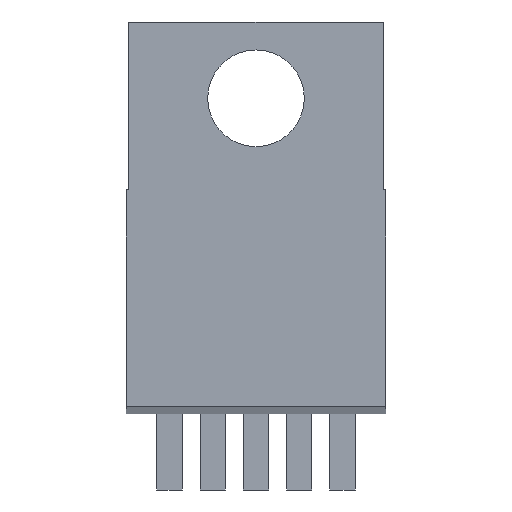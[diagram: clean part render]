
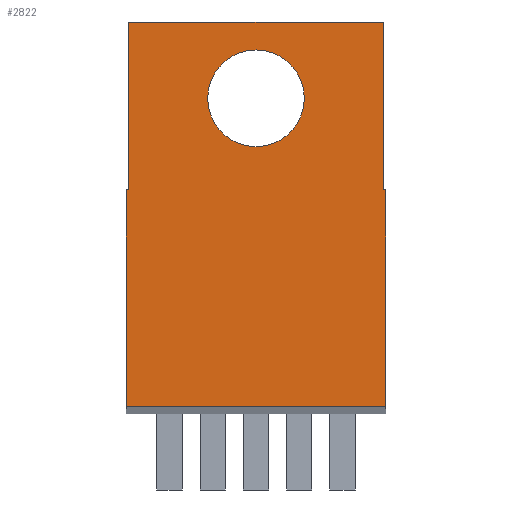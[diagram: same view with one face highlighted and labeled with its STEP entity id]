
A CAD part, left-side view. The second image highlights one B-rep face of the part: STEP entity #2822.
In plain terms, the highlighted planar face has unit normal (-1, 0, 0).
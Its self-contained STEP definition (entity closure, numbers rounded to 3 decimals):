
#24=FACE_BOUND('',#1079,.T.);
#453=LINE('',#5087,#738);
#462=LINE('',#5105,#747);
#465=LINE('',#5111,#750);
#467=LINE('',#5115,#752);
#468=LINE('',#5117,#753);
#472=LINE('',#5128,#757);
#476=LINE('',#5137,#761);
#477=LINE('',#5139,#762);
#738=VECTOR('',#3375,10.);
#747=VECTOR('',#3390,10.);
#750=VECTOR('',#3395,10.);
#752=VECTOR('',#3401,10.);
#753=VECTOR('',#3404,10.);
#757=VECTOR('',#3414,10.);
#761=VECTOR('',#3424,10.);
#762=VECTOR('',#3427,10.);
#916=FACE_OUTER_BOUND('',#1078,.T.);
#1078=EDGE_LOOP('',(#2538,#2539,#2540,#2541,#2542,#2543,#2544,#2545));
#1079=EDGE_LOOP('',(#2546));
#1083=CIRCLE('',#2939,1.9);
#1328=VERTEX_POINT('',#5083);
#1329=VERTEX_POINT('',#5085);
#1334=VERTEX_POINT('',#5102);
#1335=VERTEX_POINT('',#5104);
#1336=VERTEX_POINT('',#5108);
#1337=VERTEX_POINT('',#5110);
#1341=VERTEX_POINT('',#5127);
#1342=VERTEX_POINT('',#5131);
#1343=VERTEX_POINT('',#5135);
#1718=EDGE_CURVE('',#1328,#1329,#453,.T.);
#1727=EDGE_CURVE('',#1335,#1334,#462,.T.);
#1730=EDGE_CURVE('',#1337,#1336,#465,.T.);
#1732=EDGE_CURVE('',#1329,#1335,#467,.T.);
#1733=EDGE_CURVE('',#1336,#1328,#468,.T.);
#1738=EDGE_CURVE('',#1341,#1337,#472,.T.);
#1740=EDGE_CURVE('',#1342,#1342,#1083,.T.);
#1743=EDGE_CURVE('',#1334,#1343,#476,.T.);
#1744=EDGE_CURVE('',#1343,#1341,#477,.T.);
#2538=ORIENTED_EDGE('',*,*,#1718,.T.);
#2539=ORIENTED_EDGE('',*,*,#1732,.T.);
#2540=ORIENTED_EDGE('',*,*,#1727,.T.);
#2541=ORIENTED_EDGE('',*,*,#1743,.T.);
#2542=ORIENTED_EDGE('',*,*,#1744,.T.);
#2543=ORIENTED_EDGE('',*,*,#1738,.T.);
#2544=ORIENTED_EDGE('',*,*,#1730,.T.);
#2545=ORIENTED_EDGE('',*,*,#1733,.T.);
#2546=ORIENTED_EDGE('',*,*,#1740,.T.);
#2640=PLANE('',#2942);
#2822=ADVANCED_FACE('',(#916,#24),#2640,.F.);
#2939=AXIS2_PLACEMENT_3D('',#5132,#3418,#3419);
#2942=AXIS2_PLACEMENT_3D('',#5140,#3428,#3429);
#3375=DIRECTION('',(0.,-1.,0.));
#3390=DIRECTION('',(0.,1.,0.));
#3395=DIRECTION('',(0.,1.,0.));
#3401=DIRECTION('',(0.,0.,1.));
#3404=DIRECTION('',(0.,0.,-1.));
#3414=DIRECTION('',(0.,0.,-1.));
#3418=DIRECTION('center_axis',(1.,0.,0.));
#3419=DIRECTION('ref_axis',(0.,-1.,0.));
#3424=DIRECTION('',(0.,0.,1.));
#3427=DIRECTION('',(0.,1.,0.));
#3428=DIRECTION('center_axis',(1.,0.,0.));
#3429=DIRECTION('ref_axis',(0.,0.,-1.));
#5083=CARTESIAN_POINT('',(0.,5.1,0.284));
#5085=CARTESIAN_POINT('',(0.,-5.1,0.284));
#5087=CARTESIAN_POINT('',(0.,-2.55,0.284));
#5102=CARTESIAN_POINT('',(0.,-5.,8.8));
#5104=CARTESIAN_POINT('',(0.,-5.1,8.8));
#5105=CARTESIAN_POINT('',(0.,-5.1,8.8));
#5108=CARTESIAN_POINT('',(0.,5.1,8.8));
#5110=CARTESIAN_POINT('',(0.,5.,8.8));
#5111=CARTESIAN_POINT('',(0.,-5.1,8.8));
#5115=CARTESIAN_POINT('',(0.,-5.1,0.));
#5117=CARTESIAN_POINT('',(0.,5.1,8.8));
#5127=CARTESIAN_POINT('',(0.,5.,15.4));
#5128=CARTESIAN_POINT('',(0.,5.,15.4));
#5131=CARTESIAN_POINT('',(0.,1.9,12.4));
#5132=CARTESIAN_POINT('Origin',(0.,0.,12.4));
#5135=CARTESIAN_POINT('',(0.,-5.,15.4));
#5137=CARTESIAN_POINT('',(0.,-5.,0.));
#5139=CARTESIAN_POINT('',(0.,-5.,15.4));
#5140=CARTESIAN_POINT('Origin',(0.,0.,7.7));
